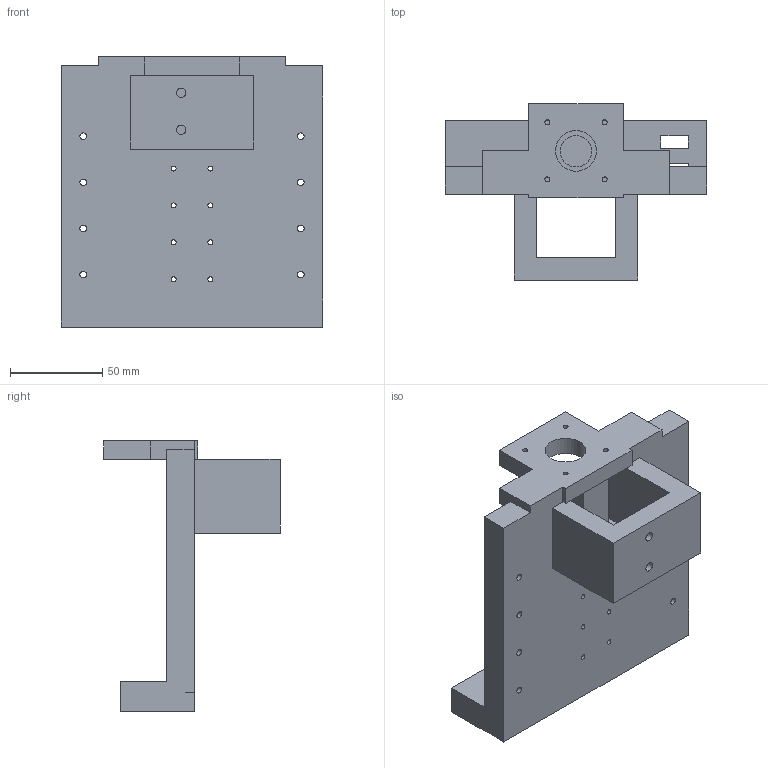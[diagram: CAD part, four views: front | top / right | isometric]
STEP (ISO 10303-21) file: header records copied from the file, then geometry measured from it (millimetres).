
FILE_DESCRIPTION(/* description */ (''),/* implementation_level */ '2;1');
FILE_NAME(/* name */ 'Plate Gantry.step',/* time_stamp */ '2026-01-28T19:30:47+11:00',/* author */ (''),/* organization */ (''),/* preprocessor_version */ 'ST-DEVELOPER v20.1',/* originating_system */ 'Autodesk Translation Framework v14.24.0.0',/* authorisation */ '');
FILE_SCHEMA (('AUTOMOTIVE_DESIGN { 1 0 10303 214 3 1 1 }'));
Length unit declared in the file: millimetre
Products named in the file (1): 2026-01-18-14-42-21-338
Bounding box: 142 x 95.55 x 146.55 mm (x, y, z)
Volume: 398514.4 mm3; surface area: 82052.9 mm2
Topology: 1 solids, 1 shells, 85 faces, 258 edges, 170 vertices
Faces by surface type: plane 57, cylinder 28
Full cylindrical faces by diameter (mm): 2.7 x16, 3.6 x8, 5.1 x2, 17 x1, 22.1 x1
Entity records: 3048 total; most frequent: ORIENTED_EDGE 516, CARTESIAN_POINT 514, DIRECTION 486, EDGE_CURVE 258, LINE 202, VECTOR 202, VERTEX_POINT 170, EDGE_LOOP 144
